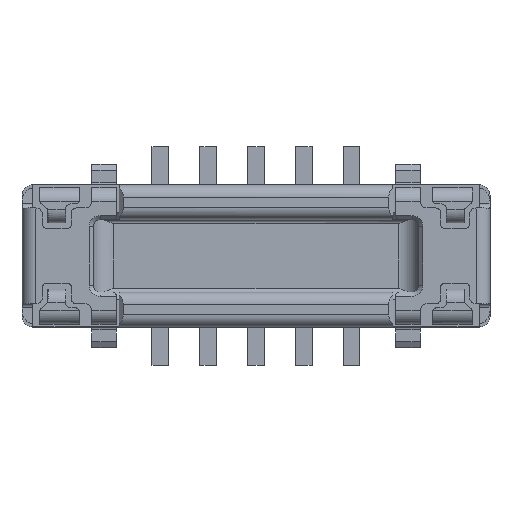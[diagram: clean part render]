
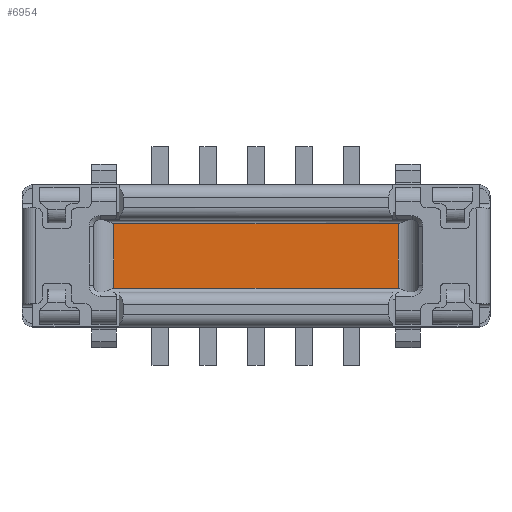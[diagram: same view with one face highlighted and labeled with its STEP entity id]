
A CAD part, top view. The second image highlights one B-rep face of the part: STEP entity #6954.
In plain terms, the highlighted planar face has unit normal (0, 0, 1).
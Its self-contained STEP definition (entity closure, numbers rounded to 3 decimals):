
#696=FACE_OUTER_BOUND('',#1088,.T.);
#1088=EDGE_LOOP('',(#5767,#5768,#5769,#5770));
#1713=LINE('',#11199,#2473);
#1747=LINE('',#11306,#2507);
#1748=LINE('',#11337,#2508);
#1749=LINE('',#11338,#2509);
#2473=VECTOR('',#9115,1.);
#2507=VECTOR('',#9187,1.);
#2508=VECTOR('',#9190,1.);
#2509=VECTOR('',#9191,1.);
#3171=VERTEX_POINT('',#11169);
#3172=VERTEX_POINT('',#11198);
#3198=VERTEX_POINT('',#11305);
#3199=VERTEX_POINT('',#11336);
#4057=EDGE_CURVE('',#3172,#3171,#1713,.T.);
#4097=EDGE_CURVE('',#3198,#3172,#1747,.T.);
#4099=EDGE_CURVE('',#3199,#3171,#1748,.T.);
#4100=EDGE_CURVE('',#3198,#3199,#1749,.T.);
#5767=ORIENTED_EDGE('',*,*,#4099,.F.);
#5768=ORIENTED_EDGE('',*,*,#4100,.F.);
#5769=ORIENTED_EDGE('',*,*,#4097,.T.);
#5770=ORIENTED_EDGE('',*,*,#4057,.T.);
#6589=PLANE('',#7549);
#6954=ADVANCED_FACE('',(#696),#6589,.F.);
#7549=AXIS2_PLACEMENT_3D('',#11335,#9188,#9189);
#9115=DIRECTION('',(0.,1.,0.));
#9187=DIRECTION('',(1.,0.,0.));
#9188=DIRECTION('center_axis',(0.,0.,
-1.));
#9189=DIRECTION('ref_axis',(0.,1.,0.));
#9190=DIRECTION('',(1.,0.,0.));
#9191=DIRECTION('',(0.,1.,0.));
#11169=CARTESIAN_POINT('',(1.04,0.235,0.11));
#11198=CARTESIAN_POINT('',(1.04,-0.235,0.11));
#11199=CARTESIAN_POINT('',(1.04,-0.235,0.11));
#11305=CARTESIAN_POINT('',(-1.04,-0.235,0.11));
#11306=CARTESIAN_POINT('',(-6.44,-0.235,0.11));
#11335=CARTESIAN_POINT('Origin',(-3.99,-0.235,0.11));
#11336=CARTESIAN_POINT('',(-1.04,0.235,0.11));
#11337=CARTESIAN_POINT('',(-6.44,0.235,0.11));
#11338=CARTESIAN_POINT('',(-1.04,-0.235,0.11));
